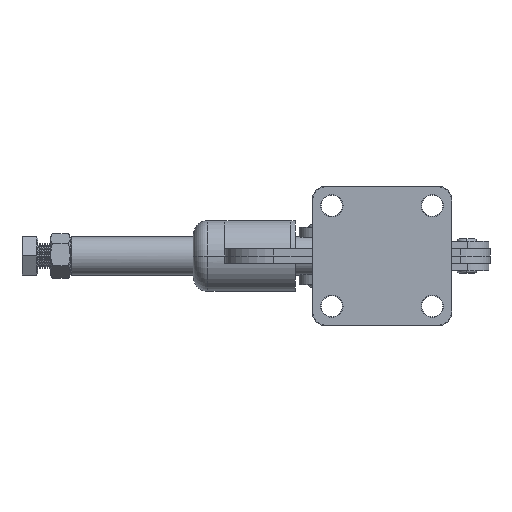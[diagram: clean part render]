
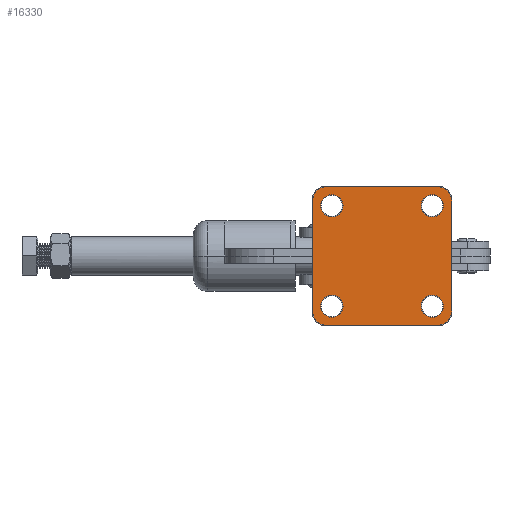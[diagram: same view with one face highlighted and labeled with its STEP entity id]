
A CAD part, front view. The second image highlights one B-rep face of the part: STEP entity #16330.
In plain terms, the highlighted planar face has unit normal (0, -1, 0).
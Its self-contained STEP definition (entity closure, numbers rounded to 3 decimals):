
#928 = ORIENTED_EDGE ( 'NONE', *, *, #39859, .T. ) ;
#929 = ORIENTED_EDGE ( 'NONE', *, *, #39236, .T. ) ;
#930 = ORIENTED_EDGE ( 'NONE', *, *, #39860, .T. ) ;
#931 = ORIENTED_EDGE ( 'NONE', *, *, #39239, .T. ) ;
#932 = ORIENTED_EDGE ( 'NONE', *, *, #39861, .T. ) ;
#933 = ORIENTED_EDGE ( 'NONE', *, *, #39243, .T. ) ;
#934 = ORIENTED_EDGE ( 'NONE', *, *, #39862, .T. ) ;
#935 = ORIENTED_EDGE ( 'NONE', *, *, #39247, .T. ) ;
#936 = ORIENTED_EDGE ( 'NONE', *, *, #39261, .F. ) ;
#937 = ORIENTED_EDGE ( 'NONE', *, *, #39863, .T. ) ;
#938 = ORIENTED_EDGE ( 'NONE', *, *, #39255, .F. ) ;
#939 = ORIENTED_EDGE ( 'NONE', *, *, #39864, .T. ) ;
#940 = ORIENTED_EDGE ( 'NONE', *, *, #39253, .F. ) ;
#941 = ORIENTED_EDGE ( 'NONE', *, *, #39865, .T. ) ;
#942 = ORIENTED_EDGE ( 'NONE', *, *, #39265, .F. ) ;
#943 = ORIENTED_EDGE ( 'NONE', *, *, #39866, .T. ) ;
#9078 = CARTESIAN_POINT ( 'NONE',  ( 3.135, 0., 19.937 ) ) ;
#9079 = DIRECTION ( 'NONE',  ( 0., 1., 0. ) ) ;
#9080 = DIRECTION ( 'NONE',  ( 0., 0., 1. ) ) ;
#9087 = CARTESIAN_POINT ( 'NONE',  ( 44.435, 0., 19.937 ) ) ;
#9088 = DIRECTION ( 'NONE',  ( 0., 1., 0. ) ) ;
#9089 = DIRECTION ( 'NONE',  ( 0., 0., 1. ) ) ;
#9097 = CARTESIAN_POINT ( 'NONE',  ( 44.435, 0., -21.363 ) ) ;
#9098 = DIRECTION ( 'NONE',  ( 0., 1., 0. ) ) ;
#9099 = DIRECTION ( 'NONE',  ( 0., 0., 1. ) ) ;
#9243 = CIRCLE ( 'NONE', #33980, 4.6 ) ;
#9248 = CIRCLE ( 'NONE', #33982, 4.6 ) ;
#9253 = CIRCLE ( 'NONE', #33984, 4.6 ) ;
#9259 = CIRCLE ( 'NONE', #33986, 4.6 ) ;
#9270 = LINE ( 'NONE', #10147, #9275 ) ;
#9275 = VECTOR ( 'NONE', #10152, 1000. ) ;
#9276 = LINE ( 'NONE', #10155, #9279 ) ;
#9278 = LINE ( 'NONE', #10151, #9291 ) ;
#9279 = VECTOR ( 'NONE', #10157, 1000. ) ;
#9288 = LINE ( 'NONE', #10156, #9299 ) ;
#9291 = VECTOR ( 'NONE', #10167, 1000. ) ;
#9299 = VECTOR ( 'NONE', #10174, 1000. ) ;
#9307 = CIRCLE ( 'NONE', #34001, 6. ) ;
#9309 = CIRCLE ( 'NONE', #33996, 4.6 ) ;
#9310 = CIRCLE ( 'NONE', #33997, 4.6 ) ;
#9311 = CIRCLE ( 'NONE', #33998, 4.6 ) ;
#9312 = CIRCLE ( 'NONE', #33999, 4.6 ) ;
#9313 = CIRCLE ( 'NONE', #34000, 6. ) ;
#9315 = CIRCLE ( 'NONE', #34002, 6. ) ;
#9316 = CIRCLE ( 'NONE', #34003, 6. ) ;
#10138 = CARTESIAN_POINT ( 'NONE',  ( 3.135, 0., -21.363 ) ) ;
#10139 = DIRECTION ( 'NONE',  ( 0., 1., 0. ) ) ;
#10140 = DIRECTION ( 'NONE',  ( 0., 0., 1. ) ) ;
#10147 = CARTESIAN_POINT ( 'NONE',  ( -4.815, 0., -29.313 ) ) ;
#10151 = CARTESIAN_POINT ( 'NONE',  ( 52.385, 0., -29.313 ) ) ;
#10152 = DIRECTION ( 'NONE',  ( 0., 0., 1. ) ) ;
#10155 = CARTESIAN_POINT ( 'NONE',  ( -4.815, 0., 27.887 ) ) ;
#10156 = CARTESIAN_POINT ( 'NONE',  ( -4.815, 0., -29.313 ) ) ;
#10157 = DIRECTION ( 'NONE',  ( 1., 0., 0. ) ) ;
#10167 = DIRECTION ( 'NONE',  ( 0., 0., -1. ) ) ;
#10174 = DIRECTION ( 'NONE',  ( -1., 0., 0. ) ) ;
#10201 = CARTESIAN_POINT ( 'NONE',  ( 3.135, 0., 19.937 ) ) ;
#10202 = DIRECTION ( 'NONE',  ( 0., 1., 0. ) ) ;
#10203 = DIRECTION ( 'NONE',  ( 0., 0., 1. ) ) ;
#10204 = CARTESIAN_POINT ( 'NONE',  ( 44.435, 0., 19.937 ) ) ;
#10205 = DIRECTION ( 'NONE',  ( 0., 1., 0. ) ) ;
#10206 = DIRECTION ( 'NONE',  ( 0., 0., 1. ) ) ;
#10207 = CARTESIAN_POINT ( 'NONE',  ( 44.435, 0., -21.363 ) ) ;
#10208 = DIRECTION ( 'NONE',  ( 0., 1., 0. ) ) ;
#10209 = DIRECTION ( 'NONE',  ( 0., 0., 1. ) ) ;
#10210 = CARTESIAN_POINT ( 'NONE',  ( 3.135, 0., -21.363 ) ) ;
#10211 = DIRECTION ( 'NONE',  ( 0., 1., 0. ) ) ;
#10212 = DIRECTION ( 'NONE',  ( 0., 0., 1. ) ) ;
#10213 = CARTESIAN_POINT ( 'NONE',  ( 46.385, 0., 21.887 ) ) ;
#10214 = DIRECTION ( 'NONE',  ( 0., -1., 0. ) ) ;
#10215 = DIRECTION ( 'NONE',  ( 0., 0., 1. ) ) ;
#10216 = CARTESIAN_POINT ( 'NONE',  ( 1.185, 0., 21.887 ) ) ;
#10217 = DIRECTION ( 'NONE',  ( 0., -1., 0. ) ) ;
#10218 = DIRECTION ( 'NONE',  ( 0., 0., 1. ) ) ;
#10219 = CARTESIAN_POINT ( 'NONE',  ( 1.185, 0., -23.313 ) ) ;
#10220 = DIRECTION ( 'NONE',  ( 0., -1., 0. ) ) ;
#10221 = DIRECTION ( 'NONE',  ( 0., 0., 1. ) ) ;
#10222 = CARTESIAN_POINT ( 'NONE',  ( 46.385, 0., -23.313 ) ) ;
#10223 = DIRECTION ( 'NONE',  ( 0., -1., 0. ) ) ;
#10224 = DIRECTION ( 'NONE',  ( 0., 0., 1. ) ) ;
#13893 = VERTEX_POINT ( 'NONE', #23273 ) ;
#13904 = VERTEX_POINT ( 'NONE', #23284 ) ;
#13905 = VERTEX_POINT ( 'NONE', #23285 ) ;
#13907 = VERTEX_POINT ( 'NONE', #23287 ) ;
#13910 = VERTEX_POINT ( 'NONE', #23290 ) ;
#13911 = VERTEX_POINT ( 'NONE', #23291 ) ;
#13914 = VERTEX_POINT ( 'NONE', #23294 ) ;
#13915 = VERTEX_POINT ( 'NONE', #23295 ) ;
#13922 = VERTEX_POINT ( 'NONE', #23302 ) ;
#13923 = VERTEX_POINT ( 'NONE', #23303 ) ;
#13924 = VERTEX_POINT ( 'NONE', #23304 ) ;
#13925 = VERTEX_POINT ( 'NONE', #23305 ) ;
#13932 = VERTEX_POINT ( 'NONE', #23312 ) ;
#13933 = VERTEX_POINT ( 'NONE', #23313 ) ;
#13936 = VERTEX_POINT ( 'NONE', #23316 ) ;
#13937 = VERTEX_POINT ( 'NONE', #23317 ) ;
#16330 = ADVANCED_FACE ( 'NONE', ( #29186, #29190, #29187, #29189, #29188 ), #30449, .F. ) ;
#18064 = EDGE_LOOP ( 'NONE', ( #928, #929 ) ) ;
#18073 = EDGE_LOOP ( 'NONE', ( #936, #937, #938, #939, #940, #941, #942, #943 ) ) ;
#18085 = EDGE_LOOP ( 'NONE', ( #930, #931 ) ) ;
#18112 = EDGE_LOOP ( 'NONE', ( #934, #935 ) ) ;
#18117 = EDGE_LOOP ( 'NONE', ( #932, #933 ) ) ;
#23273 = CARTESIAN_POINT ( 'NONE',  ( 3.135, 0., 24.537 ) ) ;
#23284 = CARTESIAN_POINT ( 'NONE',  ( 3.135, 0., 15.337 ) ) ;
#23285 = CARTESIAN_POINT ( 'NONE',  ( 44.435, 0., 15.337 ) ) ;
#23287 = CARTESIAN_POINT ( 'NONE',  ( 44.435, 0., 24.537 ) ) ;
#23290 = CARTESIAN_POINT ( 'NONE',  ( 44.435, 0., -25.963 ) ) ;
#23291 = CARTESIAN_POINT ( 'NONE',  ( 44.435, 0., -16.763 ) ) ;
#23294 = CARTESIAN_POINT ( 'NONE',  ( 3.135, 0., -25.963 ) ) ;
#23295 = CARTESIAN_POINT ( 'NONE',  ( 3.135, 0., -16.763 ) ) ;
#23302 = CARTESIAN_POINT ( 'NONE',  ( 1.185, 0., 27.887 ) ) ;
#23303 = CARTESIAN_POINT ( 'NONE',  ( 46.385, 0., 27.887 ) ) ;
#23304 = CARTESIAN_POINT ( 'NONE',  ( -4.815, 0., -23.313 ) ) ;
#23305 = CARTESIAN_POINT ( 'NONE',  ( -4.815, 0., 21.887 ) ) ;
#23312 = CARTESIAN_POINT ( 'NONE',  ( 52.385, 0., 21.887 ) ) ;
#23313 = CARTESIAN_POINT ( 'NONE',  ( 52.385, 0., -23.313 ) ) ;
#23316 = CARTESIAN_POINT ( 'NONE',  ( 46.385, 0., -29.313 ) ) ;
#23317 = CARTESIAN_POINT ( 'NONE',  ( 1.185, 0., -29.313 ) ) ;
#24596 = AXIS2_PLACEMENT_3D ( 'NONE', #30447, #30446, #30452 ) ;
#29186 = FACE_BOUND ( 'NONE', #18064, .T. ) ;
#29187 = FACE_BOUND ( 'NONE', #18117, .T. ) ;
#29188 = FACE_OUTER_BOUND ( 'NONE', #18073, .T. ) ;
#29189 = FACE_BOUND ( 'NONE', #18112, .T. ) ;
#29190 = FACE_BOUND ( 'NONE', #18085, .T. ) ;
#30446 = DIRECTION ( 'NONE',  ( 0., 1., 0. ) ) ;
#30447 = CARTESIAN_POINT ( 'NONE',  ( 0., 0., 0. ) ) ;
#30449 = PLANE ( 'NONE',  #24596 ) ;
#30452 = DIRECTION ( 'NONE',  ( 0., 0., 1. ) ) ;
#33980 = AXIS2_PLACEMENT_3D ( 'NONE', #9078, #9079, #9080 ) ;
#33982 = AXIS2_PLACEMENT_3D ( 'NONE', #9087, #9088, #9089 ) ;
#33984 = AXIS2_PLACEMENT_3D ( 'NONE', #9097, #9098, #9099 ) ;
#33986 = AXIS2_PLACEMENT_3D ( 'NONE', #10138, #10139, #10140 ) ;
#33996 = AXIS2_PLACEMENT_3D ( 'NONE', #10201, #10202, #10203 ) ;
#33997 = AXIS2_PLACEMENT_3D ( 'NONE', #10204, #10205, #10206 ) ;
#33998 = AXIS2_PLACEMENT_3D ( 'NONE', #10207, #10208, #10209 ) ;
#33999 = AXIS2_PLACEMENT_3D ( 'NONE', #10210, #10211, #10212 ) ;
#34000 = AXIS2_PLACEMENT_3D ( 'NONE', #10213, #10214, #10215 ) ;
#34001 = AXIS2_PLACEMENT_3D ( 'NONE', #10216, #10217, #10218 ) ;
#34002 = AXIS2_PLACEMENT_3D ( 'NONE', #10219, #10220, #10221 ) ;
#34003 = AXIS2_PLACEMENT_3D ( 'NONE', #10222, #10223, #10224 ) ;
#39236 = EDGE_CURVE ( 'NONE', #13904, #13893, #9243, .T. ) ;
#39239 = EDGE_CURVE ( 'NONE', #13905, #13907, #9248, .T. ) ;
#39243 = EDGE_CURVE ( 'NONE', #13910, #13911, #9253, .T. ) ;
#39247 = EDGE_CURVE ( 'NONE', #13914, #13915, #9259, .T. ) ;
#39253 = EDGE_CURVE ( 'NONE', #13924, #13925, #9270, .T. ) ;
#39255 = EDGE_CURVE ( 'NONE', #13922, #13923, #9276, .T. ) ;
#39261 = EDGE_CURVE ( 'NONE', #13932, #13933, #9278, .T. ) ;
#39265 = EDGE_CURVE ( 'NONE', #13936, #13937, #9288, .T. ) ;
#39859 = EDGE_CURVE ( 'NONE', #13893, #13904, #9309, .T. ) ;
#39860 = EDGE_CURVE ( 'NONE', #13907, #13905, #9310, .T. ) ;
#39861 = EDGE_CURVE ( 'NONE', #13911, #13910, #9311, .T. ) ;
#39862 = EDGE_CURVE ( 'NONE', #13915, #13914, #9312, .T. ) ;
#39863 = EDGE_CURVE ( 'NONE', #13932, #13923, #9313, .T. ) ;
#39864 = EDGE_CURVE ( 'NONE', #13922, #13925, #9307, .T. ) ;
#39865 = EDGE_CURVE ( 'NONE', #13924, #13937, #9315, .T. ) ;
#39866 = EDGE_CURVE ( 'NONE', #13936, #13933, #9316, .T. ) ;
